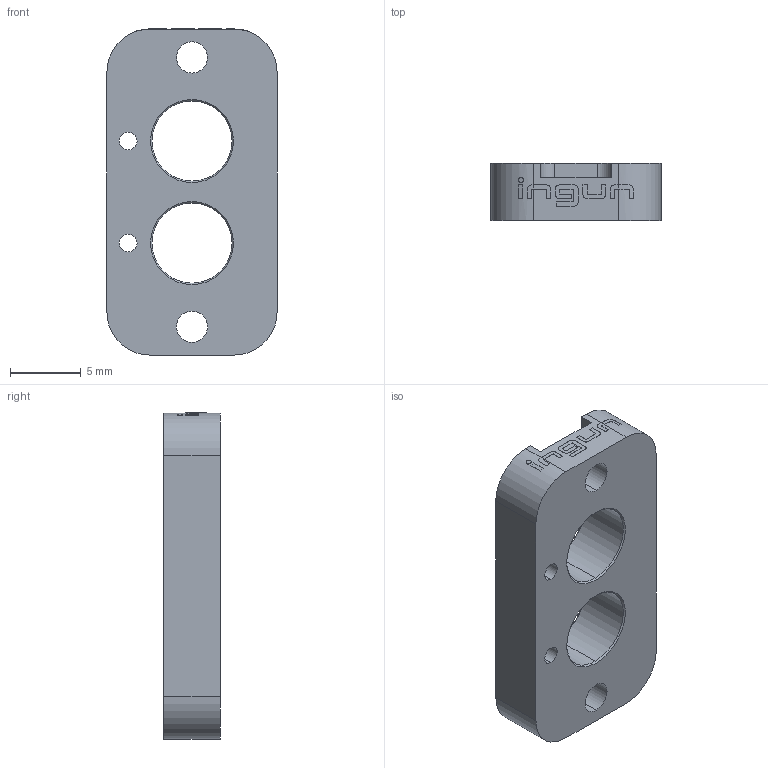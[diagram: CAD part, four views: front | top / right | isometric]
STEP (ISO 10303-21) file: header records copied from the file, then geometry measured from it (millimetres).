
FILE_DESCRIPTION (( 'STEP AP203' ), '1' );
FILE_NAME ('INGUN_KA-804_MTD-2.STEP', '2024-01-11T07:23:17', ( '' ), ( '' ), 'SwSTEP 2.0', 'SolidWorks 2021', '' );
FILE_SCHEMA (( 'CONFIG_CONTROL_DESIGN' ));
Length unit declared in the file: millimetre
Products named in the file (1): INGUN_KA-804_MTD-2
Bounding box: 12 x 4 x 23.01 mm (x, y, z)
Volume: 798.4 mm3; surface area: 901.7 mm2
Topology: 1 solids, 1 shells, 116 faces, 314 edges, 204 vertices
Faces by surface type: plane 56, bspline 28, cylinder 24, cone 8
Entity records: 4408 total; most frequent: CARTESIAN_POINT 1678, ORIENTED_EDGE 628, DIRECTION 415, EDGE_CURVE 314, VERTEX_POINT 204, VECTOR 141, LINE 141, AXIS2_PLACEMENT_3D 137
